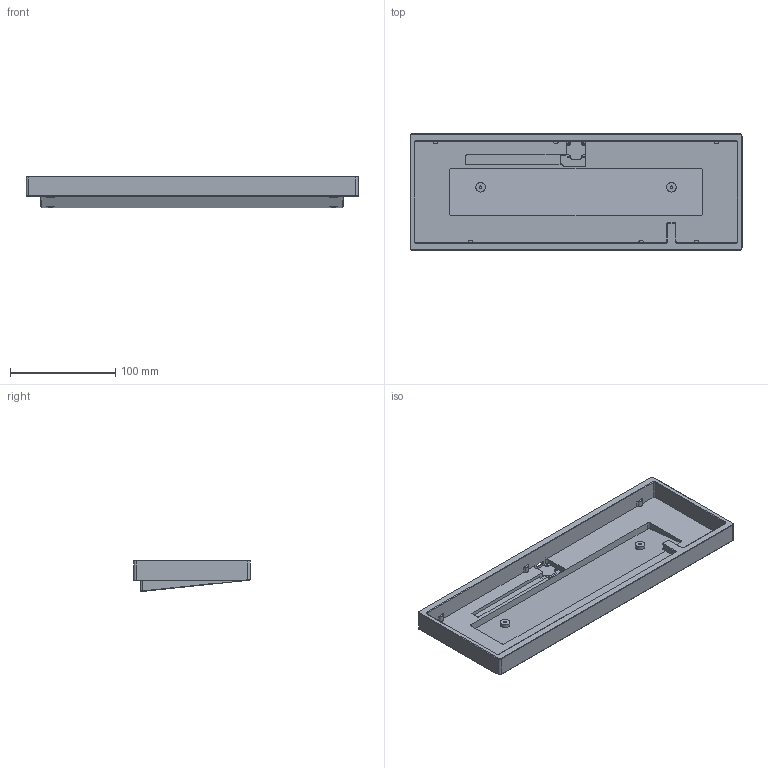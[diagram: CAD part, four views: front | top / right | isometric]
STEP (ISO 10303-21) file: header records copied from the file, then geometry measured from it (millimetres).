
FILE_DESCRIPTION(/* description */ ('STEP AP214'),/* implementation_level */ '2;1');
FILE_NAME(/* name */ '604454204b3c66155d95baad',/* time_stamp */ '2021-03-07T04:18:41+00:00',/* author */ (''),/* organization */ (''),/* preprocessor_version */ 'ST-DEVELOPER v18.1',/* originating_system */ ' ',/* authorisation */ ' ');
FILE_SCHEMA (('AUTOMOTIVE_DESIGN {1 0 10303 214 3 1 1}'));
Length unit declared in the file: metre
Products named in the file (1): Case
Bounding box: 314.75 x 110.2 x 29.56 mm (x, y, z)
Volume: 228665.8 mm3; surface area: 108146.3 mm2
Topology: 1 solids, 1 shells, 199 faces, 518 edges, 329 vertices
Faces by surface type: plane 91, cylinder 80, cone 24, bspline 4
Full cylindrical faces by diameter (mm): 1.6 x4, 2.5 x2, 8.3 x4, 9 x2
Entity records: 6032 total; most frequent: CARTESIAN_POINT 1139, DIRECTION 1040, ORIENTED_EDGE 980, EDGE_CURVE 490, AXIS2_PLACEMENT_3D 370, VERTEX_POINT 325, LINE 300, VECTOR 300
